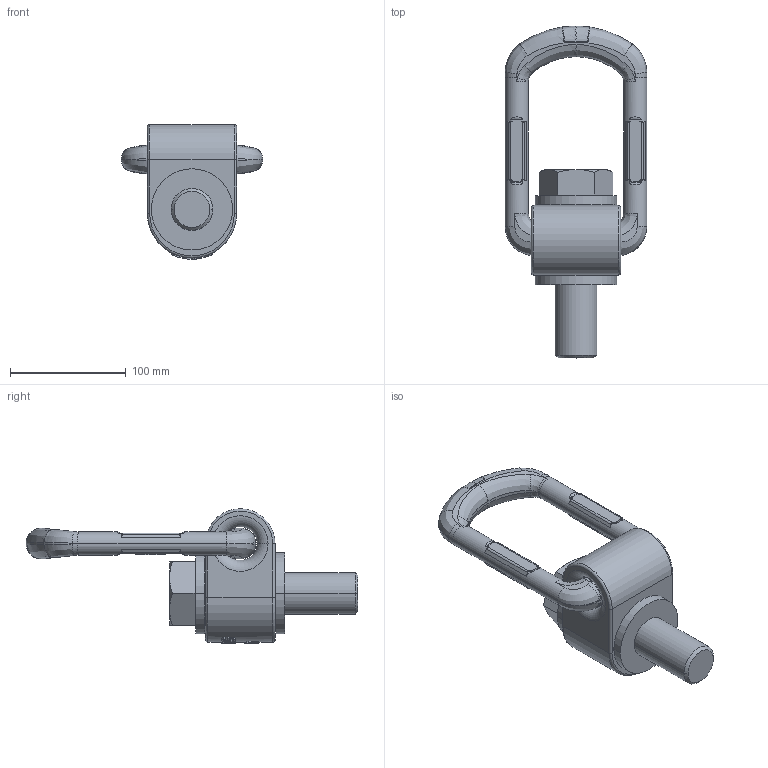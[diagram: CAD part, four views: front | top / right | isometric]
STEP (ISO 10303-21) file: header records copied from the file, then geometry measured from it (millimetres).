
FILE_DESCRIPTION((''),'2;1');
FILE_NAME('001-M31221-P-1_ASM','2016-07-01T',('Andreas.Wendler'),(''),'PRO/ENGINEER BY PARAMETRIC TECHNOLOGY CORPORATION, 2011490','PRO/ENGINEER BY PARAMETRIC TECHNOLOGY CORPORATION, 2011490','');
FILE_SCHEMA(('CONFIG_CONTROL_DESIGN'));
Length unit declared in the file: millimetre
Products named in the file (5): 001-M31221-RT1; 001-M31221-RT2; 001-M31221-BA1; 001-M31124-P-1; 001-M31221-P-1_ASM
Assembly tree (4 placements, depth 2):
  001-M31221-P-1_ASM
    001-M31221-RT1
    001-M31221-RT2
    001-M31221-BA1
    001-M31124-P-1
Bounding box: 122 x 286.25 x 116 mm (x, y, z)
Volume: 798811.2 mm3; surface area: 137786.8 mm2
Topology: 4 solids, 4 shells, 867 faces, 2277 edges, 1449 vertices
Faces by surface type: plane 553, bspline 116, cylinder 88, extrusion 52, torus 46, cone 12
Entity records: 35401 total; most frequent: CARTESIAN_POINT 15442, ORIENTED_EDGE 4544, DIRECTION 3406, EDGE_CURVE 2272, VERTEX_POINT 1448, VECTOR 1422, LINE 1370, AXIS2_PLACEMENT_3D 992
